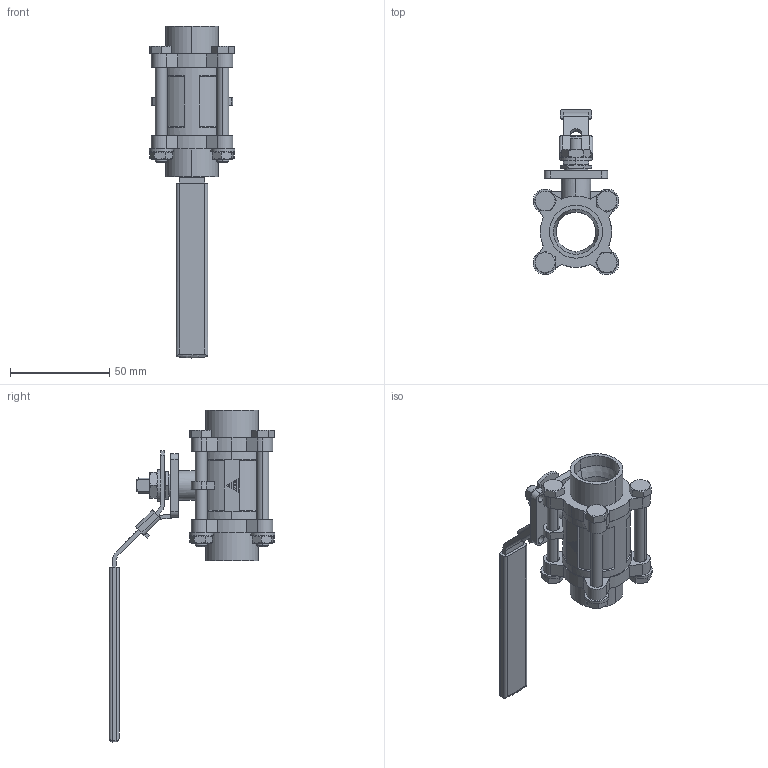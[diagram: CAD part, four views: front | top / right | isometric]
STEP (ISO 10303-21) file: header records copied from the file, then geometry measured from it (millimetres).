
FILE_DESCRIPTION (( 'STEP AP203' ), '1' );
FILE_NAME ('V-105MB-PN63-DN20.STEP', '2019-11-12T03:48:35', ( '' ), ( '' ), 'SwSTEP 2.0', 'SolidWorks 2012', '' );
FILE_SCHEMA (( 'CONFIG_CONTROL_DESIGN' ));
Length unit declared in the file: millimetre
Products named in the file (8): V-105MB-PN63-DN20; Hexagon Thin Nut ISO - 4035 - M8 - C_Hexagon Thin Nut ISO - 4035 - M8 - C; Washer ISO 7089 - 8_Washer ISO 7089 - 8; JIS B 1181 Hexagon nut - Class 3 Finished M6 --N_JIS B 1181 Hexagon nut - Class 3 Finished M6 --N; JIS B 1251 No.2 6_JIS B 1251 No.2 6; ISO 4015 - M6 x 55 x 18-C_ISO 4015 - M6 x 55 x 18-C; V-105M-HANDLE_126L; V-105MB-PN63-BODY_DN20
Assembly tree (16 placements, depth 2):
  V-105MB-PN63-DN20
    V-105MB-PN63-BODY_DN20
    V-105M-HANDLE_126L
    ISO 4015 - M6 x 55 x 18-C_ISO 4015 - M6 x 55 x 18-C  x4
    JIS B 1251 No.2 6_JIS B 1251 No.2 6  x4
    JIS B 1181 Hexagon nut - Class 3 Finished M6 --N_JIS B 1181 Hexagon nut - Class 3 Finished M6 --N  x4
    Washer ISO 7089 - 8_Washer ISO 7089 - 8
    Hexagon Thin Nut ISO - 4035 - M8 - C_Hexagon Thin Nut ISO - 4035 - M8 - C
Bounding box: 43.31 x 83.66 x 167.64 mm (x, y, z)
Volume: 65119.9 mm3; surface area: 35461 mm2
Topology: 16 solids, 17 shells, 737 faces, 1828 edges, 1169 vertices
Faces by surface type: plane 386, cylinder 146, cone 129, bspline 73, torus 3
Entity records: 23056 total; most frequent: CARTESIAN_POINT 8171, ORIENTED_EDGE 2984, DIRECTION 2602, EDGE_CURVE 1492, VERTEX_POINT 971, LINE 938, VECTOR 938, AXIS2_PLACEMENT_3D 832
